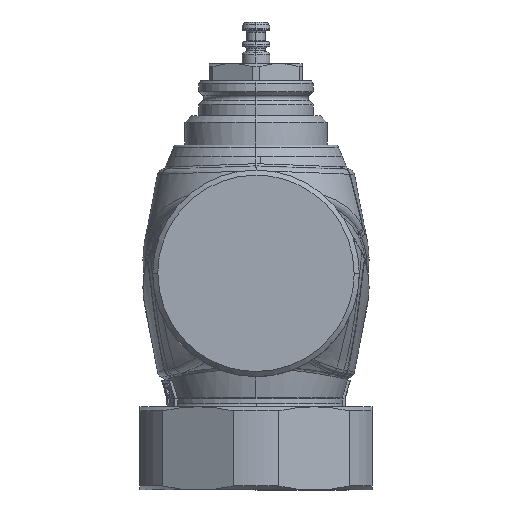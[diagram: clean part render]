
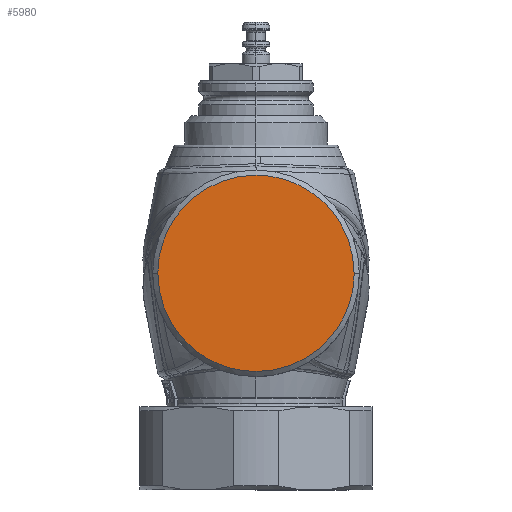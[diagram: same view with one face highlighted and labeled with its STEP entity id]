
A CAD part, left-side view. The second image highlights one B-rep face of the part: STEP entity #5980.
In plain terms, the highlighted planar face has unit normal (-1, 0, 0).
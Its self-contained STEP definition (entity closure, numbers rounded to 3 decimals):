
#5893=CARTESIAN_POINT('Axis2P3D Location',(-52.5,0.,0.)) ;
#5899=CARTESIAN_POINT('Control Point',(-52.5,0.,28.307)) ;
#5900=CARTESIAN_POINT('Control Point',(-52.5,1.533,28.307)) ;
#5901=CARTESIAN_POINT('Control Point',(-52.5,3.066,28.203)) ;
#5902=CARTESIAN_POINT('Control Point',(-52.5,4.59,27.996)) ;
#5903=CARTESIAN_POINT('Control Point',(-52.5,8.653,27.158)) ;
#5904=CARTESIAN_POINT('Control Point',(-52.5,12.514,25.592)) ;
#5905=CARTESIAN_POINT('Control Point',(-52.5,14.821,24.329)) ;
#5906=CARTESIAN_POINT('Control Point',(-52.5,19.102,21.295)) ;
#5907=CARTESIAN_POINT('Control Point',(-52.5,22.582,17.367)) ;
#5908=CARTESIAN_POINT('Control Point',(-52.5,24.087,15.211)) ;
#5909=CARTESIAN_POINT('Control Point',(-52.5,26.355,10.998)) ;
#5910=CARTESIAN_POINT('Control Point',(-52.5,27.696,6.415)) ;
#5911=CARTESIAN_POINT('Control Point',(-52.5,28.103,4.294)) ;
#5912=CARTESIAN_POINT('Control Point',(-52.5,28.307,2.147)) ;
#5913=CARTESIAN_POINT('Control Point',(-52.5,28.307,0.)) ;
#5914=CARTESIAN_POINT('Vertex',(-52.5,0.,28.307)) ;
#5916=CARTESIAN_POINT('Vertex',(-52.5,28.307,0.)) ;
#5920=CARTESIAN_POINT('Control Point',(-52.5,28.307,0.)) ;
#5921=CARTESIAN_POINT('Control Point',(-52.5,28.307,-2.606)) ;
#5922=CARTESIAN_POINT('Control Point',(-52.5,28.007,-5.213)) ;
#5923=CARTESIAN_POINT('Control Point',(-52.5,27.407,-7.773)) ;
#5924=CARTESIAN_POINT('Control Point',(-52.5,25.628,-12.71)) ;
#5925=CARTESIAN_POINT('Control Point',(-52.5,22.775,-17.114)) ;
#5926=CARTESIAN_POINT('Control Point',(-52.5,21.1,-19.141)) ;
#5927=CARTESIAN_POINT('Control Point',(-52.5,17.313,-22.773)) ;
#5928=CARTESIAN_POINT('Control Point',(-52.5,12.8,-25.451)) ;
#5929=CARTESIAN_POINT('Control Point',(-52.5,10.398,-26.522)) ;
#5930=CARTESIAN_POINT('Control Point',(-52.5,6.864,-27.632)) ;
#5931=CARTESIAN_POINT('Control Point',(-52.5,3.217,-28.154)) ;
#5932=CARTESIAN_POINT('Control Point',(-52.5,2.147,-28.256)) ;
#5933=CARTESIAN_POINT('Control Point',(-52.5,1.074,-28.307)) ;
#5934=CARTESIAN_POINT('Control Point',(-52.5,0.,-28.307)) ;
#5935=CARTESIAN_POINT('Vertex',(-52.5,0.,-28.307)) ;
#5939=CARTESIAN_POINT('Control Point',(-52.5,0.,-28.307)) ;
#5940=CARTESIAN_POINT('Control Point',(-52.5,-1.533,-28.307)) ;
#5941=CARTESIAN_POINT('Control Point',(-52.5,-3.066,-28.203)) ;
#5942=CARTESIAN_POINT('Control Point',(-52.5,-4.59,-27.996)) ;
#5943=CARTESIAN_POINT('Control Point',(-52.5,-8.653,-27.158)) ;
#5944=CARTESIAN_POINT('Control Point',(-52.5,-12.514,-25.592)) ;
#5945=CARTESIAN_POINT('Control Point',(-52.5,-14.821,-24.329)) ;
#5946=CARTESIAN_POINT('Control Point',(-52.5,-19.102,-21.295)) ;
#5947=CARTESIAN_POINT('Control Point',(-52.5,-22.582,-17.367)) ;
#5948=CARTESIAN_POINT('Control Point',(-52.5,-24.087,-15.211)) ;
#5949=CARTESIAN_POINT('Control Point',(-52.5,-26.355,-10.998)) ;
#5950=CARTESIAN_POINT('Control Point',(-52.5,-27.696,-6.415)) ;
#5951=CARTESIAN_POINT('Control Point',(-52.5,-28.103,-4.294)) ;
#5952=CARTESIAN_POINT('Control Point',(-52.5,-28.307,-2.147)) ;
#5953=CARTESIAN_POINT('Control Point',(-52.5,-28.307,0.)) ;
#5954=CARTESIAN_POINT('Vertex',(-52.5,-28.307,0.)) ;
#5958=CARTESIAN_POINT('Control Point',(-52.5,-28.307,0.)) ;
#5959=CARTESIAN_POINT('Control Point',(-52.5,-28.307,2.606)) ;
#5960=CARTESIAN_POINT('Control Point',(-52.5,-28.007,5.213)) ;
#5961=CARTESIAN_POINT('Control Point',(-52.5,-27.407,7.773)) ;
#5962=CARTESIAN_POINT('Control Point',(-52.5,-25.628,12.71)) ;
#5963=CARTESIAN_POINT('Control Point',(-52.5,-22.775,17.114)) ;
#5964=CARTESIAN_POINT('Control Point',(-52.5,-21.1,19.141)) ;
#5965=CARTESIAN_POINT('Control Point',(-52.5,-17.313,22.773)) ;
#5966=CARTESIAN_POINT('Control Point',(-52.5,-12.8,25.451)) ;
#5967=CARTESIAN_POINT('Control Point',(-52.5,-10.398,26.522)) ;
#5968=CARTESIAN_POINT('Control Point',(-52.5,-6.864,27.632)) ;
#5969=CARTESIAN_POINT('Control Point',(-52.5,-3.217,28.154)) ;
#5970=CARTESIAN_POINT('Control Point',(-52.5,-2.147,28.256)) ;
#5971=CARTESIAN_POINT('Control Point',(-52.5,-1.074,28.307)) ;
#5972=CARTESIAN_POINT('Control Point',(-52.5,0.,28.307)) ;
#5894=DIRECTION('Axis2P3D Direction',(1.,0.,0.)) ;
#5895=DIRECTION('Axis2P3D XDirection',(0.,1.,0.)) ;
#5896=AXIS2_PLACEMENT_3D('Plane Axis2P3D',#5893,#5894,#5895) ;
#5897=PLANE('',#5896) ;
#5918=EDGE_CURVE('',#5915,#5917,#5898,.T.) ;
#5937=EDGE_CURVE('',#5917,#5936,#5919,.T.) ;
#5956=EDGE_CURVE('',#5936,#5955,#5938,.T.) ;
#5973=EDGE_CURVE('',#5955,#5915,#5957,.T.) ;
#5975=ORIENTED_EDGE('',*,*,#5918,.T.) ;
#5976=ORIENTED_EDGE('',*,*,#5937,.T.) ;
#5977=ORIENTED_EDGE('',*,*,#5956,.T.) ;
#5978=ORIENTED_EDGE('',*,*,#5973,.T.) ;
#5974=EDGE_LOOP('',(#5975,#5976,#5977,#5978)) ;
#5915=VERTEX_POINT('',#5914) ;
#5917=VERTEX_POINT('',#5916) ;
#5936=VERTEX_POINT('',#5935) ;
#5955=VERTEX_POINT('',#5954) ;
#5980=ADVANCED_FACE('PartBody',(#5979),#5897,.F.) ;
#5898=B_SPLINE_CURVE_WITH_KNOTS('',5,(#5899,#5900,#5901,#5902,#5903,#5904,#5905,#5906,#5907,#5908,#5909,#5910,#5911,#5912,#5913),.UNSPECIFIED.,.F.,.U.,(6,3,3,3,6),(62.882,73.721,92.152,110.582,125.764),.UNSPECIFIED.) ;
#5919=B_SPLINE_CURVE_WITH_KNOTS('',5,(#5920,#5921,#5922,#5923,#5924,#5925,#5926,#5927,#5928,#5929,#5930,#5931,#5932,#5933,#5934),.UNSPECIFIED.,.F.,.U.,(6,3,3,3,6),(0.,18.43,36.861,55.291,62.882),.UNSPECIFIED.) ;
#5938=B_SPLINE_CURVE_WITH_KNOTS('',5,(#5939,#5940,#5941,#5942,#5943,#5944,#5945,#5946,#5947,#5948,#5949,#5950,#5951,#5952,#5953),.UNSPECIFIED.,.F.,.U.,(6,3,3,3,6),(62.882,73.721,92.152,110.582,125.764),.UNSPECIFIED.) ;
#5957=B_SPLINE_CURVE_WITH_KNOTS('',5,(#5958,#5959,#5960,#5961,#5962,#5963,#5964,#5965,#5966,#5967,#5968,#5969,#5970,#5971,#5972),.UNSPECIFIED.,.F.,.U.,(6,3,3,3,6),(0.,18.43,36.861,55.291,62.882),.UNSPECIFIED.) ;
#5979=FACE_OUTER_BOUND('',#5974,.T.) ;
